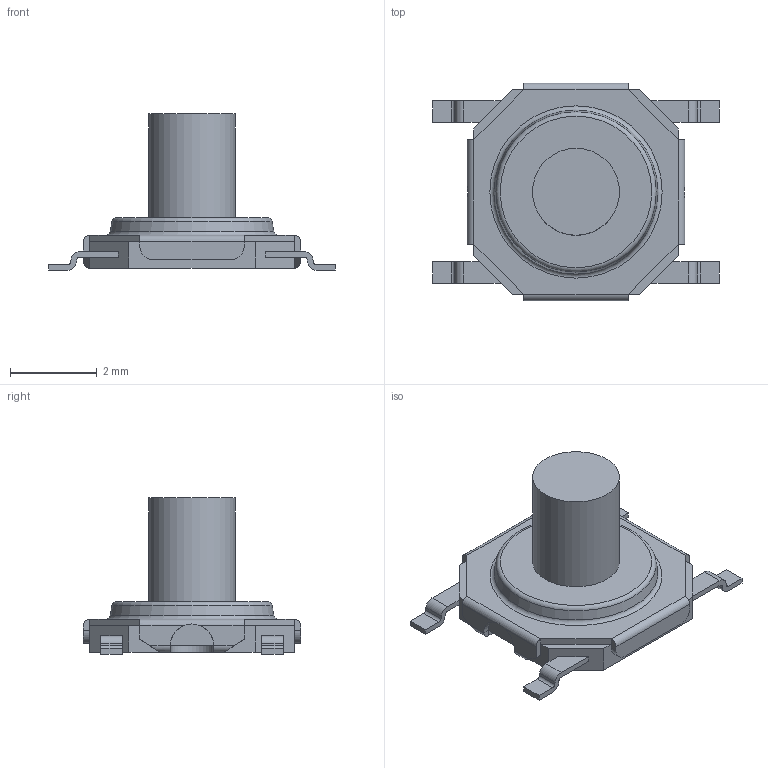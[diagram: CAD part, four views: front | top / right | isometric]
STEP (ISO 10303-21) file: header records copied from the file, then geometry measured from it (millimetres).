
FILE_DESCRIPTION(/* description */ (''),/* implementation_level */ '2;1');
FILE_NAME(/* name */ 'tl3342-tall.step',/* time_stamp */ '2019-06-23T09:06:30+02:00',/* author */ (''),/* organization */ (''),/* preprocessor_version */ 'ST-DEVELOPER v18',/* originating_system */ 'Autodesk Translation Framework v8.2.0.1029',/* authorisation */ '');
FILE_SCHEMA (('AUTOMOTIVE_DESIGN { 1 0 10303 214 3 1 1 }'));
Length unit declared in the file: millimetre
Products named in the file (2): tl3342 (1); SOLID (3) (1)
Assembly tree (1 placements, depth 2):
  tl3342 (1)
    SOLID (3) (1)
Bounding box: 6.6 x 5 x 3.59 mm (x, y, z)
Volume: 27.6 mm3; surface area: 84.9 mm2
Topology: 1 solids, 1 shells, 138 faces, 344 edges, 214 vertices
Faces by surface type: plane 102, cylinder 33, torus 2, cone 1
Full cylindrical faces by diameter (mm): 2 x1
Entity records: 4253 total; most frequent: CARTESIAN_POINT 717, DIRECTION 698, ORIENTED_EDGE 688, EDGE_CURVE 344, LINE 268, VECTOR 268, AXIS2_PLACEMENT_3D 215, VERTEX_POINT 214
